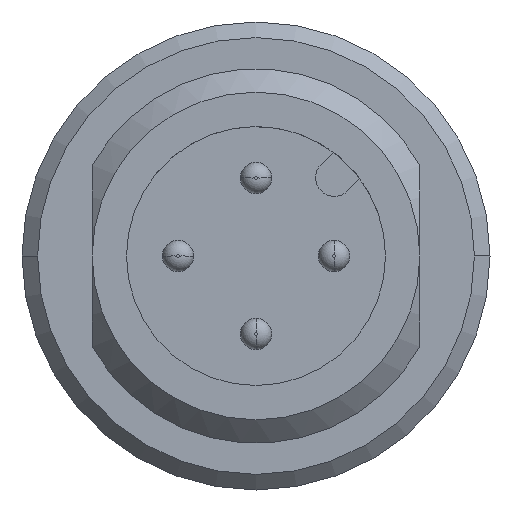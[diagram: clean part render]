
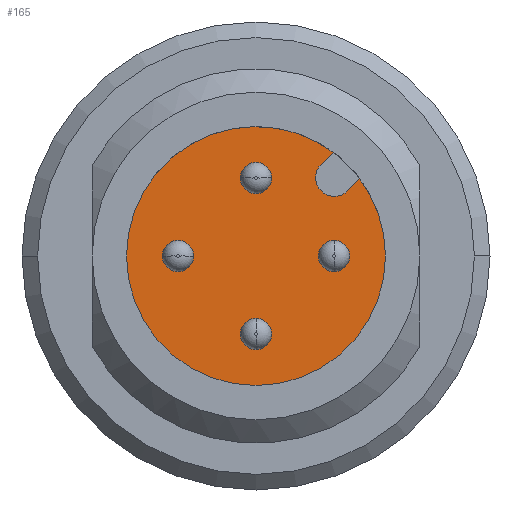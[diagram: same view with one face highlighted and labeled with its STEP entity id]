
A CAD part, left-side view. The second image highlights one B-rep face of the part: STEP entity #165.
In plain terms, the highlighted planar face has unit normal (-1, 0, 0).
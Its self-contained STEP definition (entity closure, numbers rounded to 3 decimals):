
#33 = DIRECTION ( 'NONE',  ( 0., 1., 0. ) ) ;
#45 = DIRECTION ( 'NONE',  ( 0., 1., 0. ) ) ;
#129 = CIRCLE ( 'NONE', #2731, 0.5 ) ;
#136 = VERTEX_POINT ( 'NONE', #1386 ) ;
#152 = ORIENTED_EDGE ( 'NONE', *, *, #1952, .T. ) ;
#157 = CARTESIAN_POINT ( 'NONE',  ( -7.2, -2.934, 2.086 ) ) ;
#161 = EDGE_LOOP ( 'NONE', ( #2904, #1618 ) ) ;
#165 = ADVANCED_FACE ( 'NONE', ( #1399, #2369, #1170, #188, #1158 ), #2135, .T. ) ;
#188 = FACE_BOUND ( 'NONE', #916, .T. ) ;
#208 = CARTESIAN_POINT ( 'NONE',  ( -7.2, 2.5, 0. ) ) ;
#215 = CARTESIAN_POINT ( 'NONE',  ( -7.2, -2.51, 2.51 ) ) ;
#264 = DIRECTION ( 'NONE',  ( 1., 0., 0. ) ) ;
#335 = DIRECTION ( 'NONE',  ( 0., 1., 0. ) ) ;
#336 = CARTESIAN_POINT ( 'NONE',  ( -7.2, 0., -2.5 ) ) ;
#374 = AXIS2_PLACEMENT_3D ( 'NONE', #2398, #3143, #45 ) ;
#399 = EDGE_CURVE ( 'NONE', #670, #136, #3004, .T. ) ;
#474 = CARTESIAN_POINT ( 'NONE',  ( -7.2, -4.15, 0. ) ) ;
#477 = CIRCLE ( 'NONE', #2823, 0.5 ) ;
#531 = ORIENTED_EDGE ( 'NONE', *, *, #1485, .T. ) ;
#615 = EDGE_CURVE ( 'NONE', #1145, #2676, #2387, .T. ) ;
#618 = CARTESIAN_POINT ( 'NONE',  ( -7.2, 2., 0. ) ) ;
#620 = DIRECTION ( 'NONE',  ( -1., 0., 0. ) ) ;
#631 = VECTOR ( 'NONE', #2077, 1000. ) ;
#640 = VERTEX_POINT ( 'NONE', #618 ) ;
#668 = CARTESIAN_POINT ( 'NONE',  ( -7.2, 0., -2.5 ) ) ;
#670 = VERTEX_POINT ( 'NONE', #3115 ) ;
#689 = VERTEX_POINT ( 'NONE', #2895 ) ;
#722 = CARTESIAN_POINT ( 'NONE',  ( -7.2, -2.479, 3.328 ) ) ;
#732 = CIRCLE ( 'NONE', #1913, 4.15 ) ;
#749 = DIRECTION ( 'NONE',  ( 1., 0., 0. ) ) ;
#808 = CARTESIAN_POINT ( 'NONE',  ( -7.2, -0.5, 2.5 ) ) ;
#852 = VERTEX_POINT ( 'NONE', #1989 ) ;
#865 = CARTESIAN_POINT ( 'NONE',  ( -7.2, 0., 0. ) ) ;
#916 = EDGE_LOOP ( 'NONE', ( #2337, #1283 ) ) ;
#917 = DIRECTION ( 'NONE',  ( -1., 0., 0. ) ) ;
#945 = CIRCLE ( 'NONE', #2125, 0.5 ) ;
#1115 = CARTESIAN_POINT ( 'NONE',  ( -7.2, 4.15, 0. ) ) ;
#1117 = VERTEX_POINT ( 'NONE', #474 ) ;
#1144 = EDGE_CURVE ( 'NONE', #2869, #852, #2411, .T. ) ;
#1145 = VERTEX_POINT ( 'NONE', #1181 ) ;
#1158 = FACE_OUTER_BOUND ( 'NONE', #3048, .T. ) ;
#1170 = FACE_BOUND ( 'NONE', #2614, .T. ) ;
#1181 = CARTESIAN_POINT ( 'NONE',  ( -7.2, -0.5, -2.5 ) ) ;
#1195 = CIRCLE ( 'NONE', #2982, 4.15 ) ;
#1235 = DIRECTION ( 'NONE',  ( -1., 0., 0. ) ) ;
#1283 = ORIENTED_EDGE ( 'NONE', *, *, #2789, .T. ) ;
#1305 = AXIS2_PLACEMENT_3D ( 'NONE', #1702, #749, #2926 ) ;
#1337 = DIRECTION ( 'NONE',  ( 1., 0., 0. ) ) ;
#1338 = CARTESIAN_POINT ( 'NONE',  ( -7.2, -3.328, 2.479 ) ) ;
#1365 = DIRECTION ( 'NONE',  ( 0., 1., 0. ) ) ;
#1372 = DIRECTION ( 'NONE',  ( 0., 1., 0. ) ) ;
#1386 = CARTESIAN_POINT ( 'NONE',  ( -7.2, -2., 0. ) ) ;
#1399 = FACE_BOUND ( 'NONE', #161, .T. ) ;
#1427 = VERTEX_POINT ( 'NONE', #808 ) ;
#1470 = DIRECTION ( 'NONE',  ( 1., 0., 0. ) ) ;
#1485 = EDGE_CURVE ( 'NONE', #136, #670, #2063, .T. ) ;
#1509 = ORIENTED_EDGE ( 'NONE', *, *, #2741, .T. ) ;
#1548 = CARTESIAN_POINT ( 'NONE',  ( -7.2, -3.328, 2.479 ) ) ;
#1606 = CIRCLE ( 'NONE', #374, 4.15 ) ;
#1618 = ORIENTED_EDGE ( 'NONE', *, *, #615, .T. ) ;
#1652 = DIRECTION ( 'NONE',  ( 1., 0., 0. ) ) ;
#1656 = CARTESIAN_POINT ( 'NONE',  ( -7.2, 2.075, 0. ) ) ;
#1702 = CARTESIAN_POINT ( 'NONE',  ( -7.2, 0., 2.5 ) ) ;
#1757 = EDGE_CURVE ( 'NONE', #1117, #2648, #1606, .T. ) ;
#1771 = AXIS2_PLACEMENT_3D ( 'NONE', #2214, #1470, #33 ) ;
#1784 = DIRECTION ( 'NONE',  ( 1., 0., 0. ) ) ;
#1837 = DIRECTION ( 'NONE',  ( 0., 1., 0. ) ) ;
#1913 = AXIS2_PLACEMENT_3D ( 'NONE', #865, #620, #2605 ) ;
#1952 = EDGE_CURVE ( 'NONE', #2969, #2868, #732, .T. ) ;
#1964 = VECTOR ( 'NONE', #3056, 1000. ) ;
#1966 = EDGE_CURVE ( 'NONE', #852, #2969, #2352, .T. ) ;
#1967 = CIRCLE ( 'NONE', #1305, 0.5 ) ;
#1989 = CARTESIAN_POINT ( 'NONE',  ( -7.2, -2.086, 2.934 ) ) ;
#2063 = CIRCLE ( 'NONE', #2312, 0.5 ) ;
#2077 = DIRECTION ( 'NONE',  ( 0., 0.707, -0.707 ) ) ;
#2125 = AXIS2_PLACEMENT_3D ( 'NONE', #208, #2647, #1372 ) ;
#2127 = EDGE_CURVE ( 'NONE', #2868, #1117, #1195, .T. ) ;
#2135 = PLANE ( 'NONE',  #2841 ) ;
#2142 = EDGE_CURVE ( 'NONE', #1427, #2559, #477, .T. ) ;
#2164 = DIRECTION ( 'NONE',  ( 0., 1., 0. ) ) ;
#2191 = EDGE_CURVE ( 'NONE', #2559, #1427, #1967, .T. ) ;
#2192 = AXIS2_PLACEMENT_3D ( 'NONE', #2976, #1784, #2273 ) ;
#2207 = ORIENTED_EDGE ( 'NONE', *, *, #1144, .T. ) ;
#2214 = CARTESIAN_POINT ( 'NONE',  ( -7.2, 2.5, 0. ) ) ;
#2219 = ORIENTED_EDGE ( 'NONE', *, *, #2191, .T. ) ;
#2273 = DIRECTION ( 'NONE',  ( 0., 1., 0. ) ) ;
#2312 = AXIS2_PLACEMENT_3D ( 'NONE', #2743, #1337, #335 ) ;
#2337 = ORIENTED_EDGE ( 'NONE', *, *, #2981, .T. ) ;
#2352 = LINE ( 'NONE', #3042, #1964 ) ;
#2369 = FACE_BOUND ( 'NONE', #2909, .T. ) ;
#2382 = CARTESIAN_POINT ( 'NONE',  ( -7.2, 0., 0. ) ) ;
#2387 = CIRCLE ( 'NONE', #2645, 0.5 ) ;
#2390 = ORIENTED_EDGE ( 'NONE', *, *, #1966, .T. ) ;
#2398 = CARTESIAN_POINT ( 'NONE',  ( -7.2, 0., 0. ) ) ;
#2411 = CIRCLE ( 'NONE', #2877, 0.6 ) ;
#2435 = CARTESIAN_POINT ( 'NONE',  ( -7.2, 0., 2.5 ) ) ;
#2460 = DIRECTION ( 'NONE',  ( 0., 0.707, 0.707 ) ) ;
#2481 = ORIENTED_EDGE ( 'NONE', *, *, #399, .T. ) ;
#2559 = VERTEX_POINT ( 'NONE', #3113 ) ;
#2605 = DIRECTION ( 'NONE',  ( 0., 1., 0. ) ) ;
#2614 = EDGE_LOOP ( 'NONE', ( #2219, #2652 ) ) ;
#2625 = ORIENTED_EDGE ( 'NONE', *, *, #2127, .T. ) ;
#2645 = AXIS2_PLACEMENT_3D ( 'NONE', #668, #1652, #1365 ) ;
#2647 = DIRECTION ( 'NONE',  ( 1., 0., 0. ) ) ;
#2648 = VERTEX_POINT ( 'NONE', #1338 ) ;
#2651 = EDGE_CURVE ( 'NONE', #2676, #1145, #129, .T. ) ;
#2652 = ORIENTED_EDGE ( 'NONE', *, *, #2142, .T. ) ;
#2676 = VERTEX_POINT ( 'NONE', #2744 ) ;
#2731 = AXIS2_PLACEMENT_3D ( 'NONE', #336, #2772, #1837 ) ;
#2741 = EDGE_CURVE ( 'NONE', #2648, #2869, #2808, .T. ) ;
#2743 = CARTESIAN_POINT ( 'NONE',  ( -7.2, -2.5, 0. ) ) ;
#2744 = CARTESIAN_POINT ( 'NONE',  ( -7.2, 0.5, -2.5 ) ) ;
#2772 = DIRECTION ( 'NONE',  ( 1., 0., 0. ) ) ;
#2789 = EDGE_CURVE ( 'NONE', #640, #689, #945, .T. ) ;
#2808 = LINE ( 'NONE', #1548, #631 ) ;
#2817 = DIRECTION ( 'NONE',  ( 0., 0., 1. ) ) ;
#2823 = AXIS2_PLACEMENT_3D ( 'NONE', #2435, #264, #3117 ) ;
#2833 = CIRCLE ( 'NONE', #1771, 0.5 ) ;
#2841 = AXIS2_PLACEMENT_3D ( 'NONE', #1656, #917, #2817 ) ;
#2868 = VERTEX_POINT ( 'NONE', #1115 ) ;
#2869 = VERTEX_POINT ( 'NONE', #157 ) ;
#2877 = AXIS2_PLACEMENT_3D ( 'NONE', #215, #2958, #2460 ) ;
#2895 = CARTESIAN_POINT ( 'NONE',  ( -7.2, 3., 0. ) ) ;
#2904 = ORIENTED_EDGE ( 'NONE', *, *, #2651, .T. ) ;
#2909 = EDGE_LOOP ( 'NONE', ( #531, #2481 ) ) ;
#2926 = DIRECTION ( 'NONE',  ( 0., 1., 0. ) ) ;
#2958 = DIRECTION ( 'NONE',  ( 1., 0., 0. ) ) ;
#2969 = VERTEX_POINT ( 'NONE', #722 ) ;
#2976 = CARTESIAN_POINT ( 'NONE',  ( -7.2, -2.5, 0. ) ) ;
#2981 = EDGE_CURVE ( 'NONE', #689, #640, #2833, .T. ) ;
#2982 = AXIS2_PLACEMENT_3D ( 'NONE', #2382, #1235, #2164 ) ;
#3004 = CIRCLE ( 'NONE', #2192, 0.5 ) ;
#3042 = CARTESIAN_POINT ( 'NONE',  ( -7.2, -2.086, 2.934 ) ) ;
#3048 = EDGE_LOOP ( 'NONE', ( #1509, #2207, #2390, #152, #2625, #3120 ) ) ;
#3056 = DIRECTION ( 'NONE',  ( 0., -0.707, 0.707 ) ) ;
#3113 = CARTESIAN_POINT ( 'NONE',  ( -7.2, 0.5, 2.5 ) ) ;
#3115 = CARTESIAN_POINT ( 'NONE',  ( -7.2, -3., 0. ) ) ;
#3117 = DIRECTION ( 'NONE',  ( 0., 1., 0. ) ) ;
#3120 = ORIENTED_EDGE ( 'NONE', *, *, #1757, .T. ) ;
#3143 = DIRECTION ( 'NONE',  ( -1., 0., 0. ) ) ;
